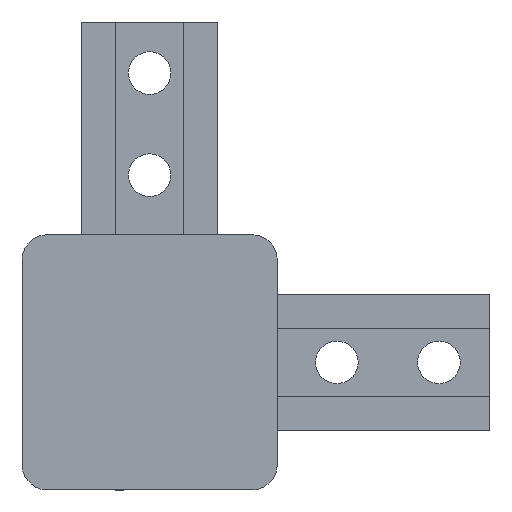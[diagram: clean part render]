
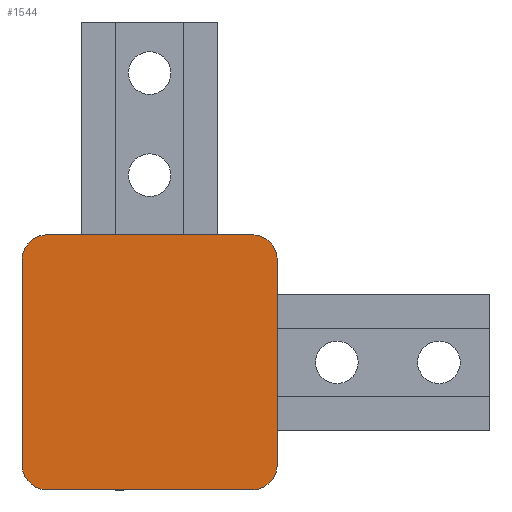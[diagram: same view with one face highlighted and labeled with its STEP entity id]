
A CAD part, front view. The second image highlights one B-rep face of the part: STEP entity #1544.
In plain terms, the highlighted planar face has unit normal (0, -1, 0).
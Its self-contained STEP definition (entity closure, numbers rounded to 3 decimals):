
#58 = VERTEX_POINT ( 'NONE', #1948 ) ;
#87 = AXIS2_PLACEMENT_3D ( 'NONE', #975, #1894, #756 ) ;
#148 = CARTESIAN_POINT ( 'NONE',  ( 3., 0., 0. ) ) ;
#207 = DIRECTION ( 'NONE',  ( 0., 1., 0. ) ) ;
#300 = DIRECTION ( 'NONE',  ( 0., -1., 0. ) ) ;
#387 = CARTESIAN_POINT ( 'NONE',  ( 30., 0., -3. ) ) ;
#414 = CARTESIAN_POINT ( 'NONE',  ( 27., 0., -27. ) ) ;
#423 = CIRCLE ( 'NONE', #87, 3. ) ;
#548 = CARTESIAN_POINT ( 'NONE',  ( 3., 0., -27. ) ) ;
#551 = AXIS2_PLACEMENT_3D ( 'NONE', #414, #645, #1738 ) ;
#560 = EDGE_CURVE ( 'NONE', #2463, #2405, #881, .T. ) ;
#564 = CARTESIAN_POINT ( 'NONE',  ( 27., 0., 0. ) ) ;
#611 = CARTESIAN_POINT ( 'NONE',  ( 0., 0., -3. ) ) ;
#621 = AXIS2_PLACEMENT_3D ( 'NONE', #2034, #207, #2049 ) ;
#629 = DIRECTION ( 'NONE',  ( -1., 0., 0. ) ) ;
#645 = DIRECTION ( 'NONE',  ( 0., 1., 0. ) ) ;
#648 = CARTESIAN_POINT ( 'NONE',  ( 0., 0., -3. ) ) ;
#756 = DIRECTION ( 'NONE',  ( 0., 0., -1. ) ) ;
#774 = VERTEX_POINT ( 'NONE', #2201 ) ;
#795 = CARTESIAN_POINT ( 'NONE',  ( 0., 0., -27. ) ) ;
#798 = VECTOR ( 'NONE', #900, 1000. ) ;
#815 = EDGE_CURVE ( 'NONE', #1927, #2507, #1096, .T. ) ;
#818 = ORIENTED_EDGE ( 'NONE', *, *, #2955, .F. ) ;
#881 = CIRCLE ( 'NONE', #2467, 3. ) ;
#889 = CARTESIAN_POINT ( 'NONE',  ( 30., 0., -27. ) ) ;
#900 = DIRECTION ( 'NONE',  ( 0., 0., -1. ) ) ;
#936 = EDGE_CURVE ( 'NONE', #58, #1528, #423, .T. ) ;
#975 = CARTESIAN_POINT ( 'NONE',  ( 3., 0., -27. ) ) ;
#1051 = DIRECTION ( 'NONE',  ( 0., 0., -1. ) ) ;
#1096 = CIRCLE ( 'NONE', #621, 3. ) ;
#1196 = LINE ( 'NONE', #1389, #798 ) ;
#1218 = ORIENTED_EDGE ( 'NONE', *, *, #1873, .F. ) ;
#1243 = PLANE ( 'NONE',  #2240 ) ;
#1365 = CIRCLE ( 'NONE', #551, 3. ) ;
#1389 = CARTESIAN_POINT ( 'NONE',  ( 30., 0., -3. ) ) ;
#1489 = ORIENTED_EDGE ( 'NONE', *, *, #560, .F. ) ;
#1528 = VERTEX_POINT ( 'NONE', #795 ) ;
#1544 = ADVANCED_FACE ( 'NONE', ( #2653 ), #1243, .T. ) ;
#1640 = EDGE_CURVE ( 'NONE', #2488, #774, #1365, .T. ) ;
#1681 = EDGE_CURVE ( 'NONE', #774, #58, #2030, .T. ) ;
#1701 = ORIENTED_EDGE ( 'NONE', *, *, #1640, .F. ) ;
#1738 = DIRECTION ( 'NONE',  ( 0., 0., -1. ) ) ;
#1756 = VECTOR ( 'NONE', #629, 1000. ) ;
#1873 = EDGE_CURVE ( 'NONE', #2507, #2488, #1196, .T. ) ;
#1894 = DIRECTION ( 'NONE',  ( 0., 1., 0. ) ) ;
#1913 = CARTESIAN_POINT ( 'NONE',  ( 3., 0., -3. ) ) ;
#1927 = VERTEX_POINT ( 'NONE', #564 ) ;
#1944 = LINE ( 'NONE', #611, #2786 ) ;
#1948 = CARTESIAN_POINT ( 'NONE',  ( 3., 0., -30. ) ) ;
#1969 = LINE ( 'NONE', #2857, #2584 ) ;
#2026 = ORIENTED_EDGE ( 'NONE', *, *, #936, .F. ) ;
#2030 = LINE ( 'NONE', #2238, #1756 ) ;
#2034 = CARTESIAN_POINT ( 'NONE',  ( 27., 0., -3. ) ) ;
#2049 = DIRECTION ( 'NONE',  ( 0., 0., 1. ) ) ;
#2201 = CARTESIAN_POINT ( 'NONE',  ( 27., 0., -30. ) ) ;
#2238 = CARTESIAN_POINT ( 'NONE',  ( 3., 0., -30. ) ) ;
#2240 = AXIS2_PLACEMENT_3D ( 'NONE', #548, #300, #1051 ) ;
#2310 = ORIENTED_EDGE ( 'NONE', *, *, #2811, .F. ) ;
#2327 = EDGE_LOOP ( 'NONE', ( #2026, #2353, #1701, #1218, #2729, #2310, #1489, #818 ) ) ;
#2351 = DIRECTION ( 'NONE',  ( 0., 0., -1. ) ) ;
#2353 = ORIENTED_EDGE ( 'NONE', *, *, #1681, .F. ) ;
#2405 = VERTEX_POINT ( 'NONE', #148 ) ;
#2420 = DIRECTION ( 'NONE',  ( 1., 0., 0. ) ) ;
#2463 = VERTEX_POINT ( 'NONE', #648 ) ;
#2467 = AXIS2_PLACEMENT_3D ( 'NONE', #1913, #2548, #2351 ) ;
#2488 = VERTEX_POINT ( 'NONE', #889 ) ;
#2507 = VERTEX_POINT ( 'NONE', #387 ) ;
#2548 = DIRECTION ( 'NONE',  ( 0., 1., 0. ) ) ;
#2584 = VECTOR ( 'NONE', #2420, 1000. ) ;
#2653 = FACE_OUTER_BOUND ( 'NONE', #2327, .T. ) ;
#2675 = DIRECTION ( 'NONE',  ( 0., 0., 1. ) ) ;
#2729 = ORIENTED_EDGE ( 'NONE', *, *, #815, .F. ) ;
#2786 = VECTOR ( 'NONE', #2675, 1000. ) ;
#2811 = EDGE_CURVE ( 'NONE', #2405, #1927, #1969, .T. ) ;
#2857 = CARTESIAN_POINT ( 'NONE',  ( 3., 0., 0. ) ) ;
#2955 = EDGE_CURVE ( 'NONE', #1528, #2463, #1944, .T. ) ;
